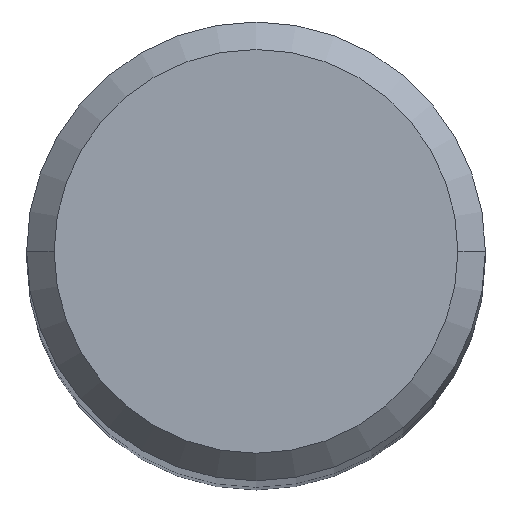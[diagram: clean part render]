
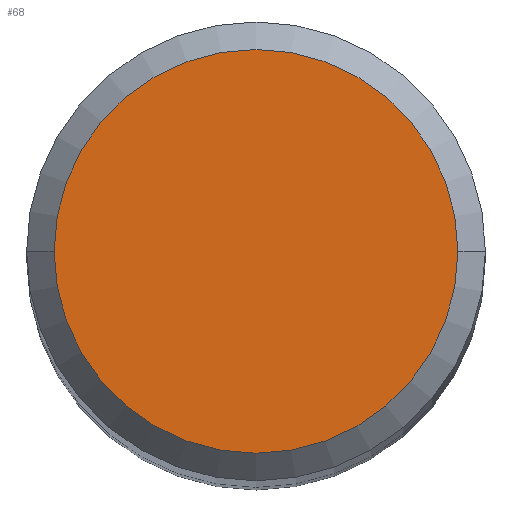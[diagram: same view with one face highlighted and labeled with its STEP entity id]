
A CAD part, top view. The second image highlights one B-rep face of the part: STEP entity #68.
In plain terms, the highlighted planar face has unit normal (0, 0, 1).
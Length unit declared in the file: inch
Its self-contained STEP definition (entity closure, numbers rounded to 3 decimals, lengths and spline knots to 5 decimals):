
#3 = AXIS2_PLACEMENT_3D ( 'NONE', #113, #214, #85 ) ;
#23 = VERTEX_POINT ( 'NONE', #237 ) ;
#29 = PLANE ( 'NONE',  #87 ) ;
#30 = FACE_OUTER_BOUND ( 'NONE', #256, .T. ) ;
#41 = DIRECTION ( 'NONE',  ( 0., 0., 1. ) ) ;
#66 = ORIENTED_EDGE ( 'NONE', *, *, #298, .T. ) ;
#68 = ADVANCED_FACE ( 'NONE', ( #30 ), #29, .T. ) ;
#77 = CARTESIAN_POINT ( 'NONE',  ( -0.11, 0., 3. ) ) ;
#85 = DIRECTION ( 'NONE',  ( 1., 0., 0. ) ) ;
#87 = AXIS2_PLACEMENT_3D ( 'NONE', #207, #260, #308 ) ;
#112 = CIRCLE ( 'NONE', #136, 0.11 ) ;
#113 = CARTESIAN_POINT ( 'NONE',  ( 0., 0., 3. ) ) ;
#116 = VERTEX_POINT ( 'NONE', #77 ) ;
#136 = AXIS2_PLACEMENT_3D ( 'NONE', #225, #41, #282 ) ;
#161 = CIRCLE ( 'NONE', #3, 0.11 ) ;
#204 = ORIENTED_EDGE ( 'NONE', *, *, #227, .T. ) ;
#207 = CARTESIAN_POINT ( 'NONE',  ( 0., 0., 3. ) ) ;
#214 = DIRECTION ( 'NONE',  ( 0., 0., 1. ) ) ;
#225 = CARTESIAN_POINT ( 'NONE',  ( 0., 0., 3. ) ) ;
#227 = EDGE_CURVE ( 'NONE', #116, #23, #161, .T. ) ;
#237 = CARTESIAN_POINT ( 'NONE',  ( 0.11, 0., 3. ) ) ;
#256 = EDGE_LOOP ( 'NONE', ( #204, #66 ) ) ;
#260 = DIRECTION ( 'NONE',  ( 0., 0., 1. ) ) ;
#282 = DIRECTION ( 'NONE',  ( 1., 0., 0. ) ) ;
#298 = EDGE_CURVE ( 'NONE', #23, #116, #112, .T. ) ;
#308 = DIRECTION ( 'NONE',  ( 1., 0., 0. ) ) ;
